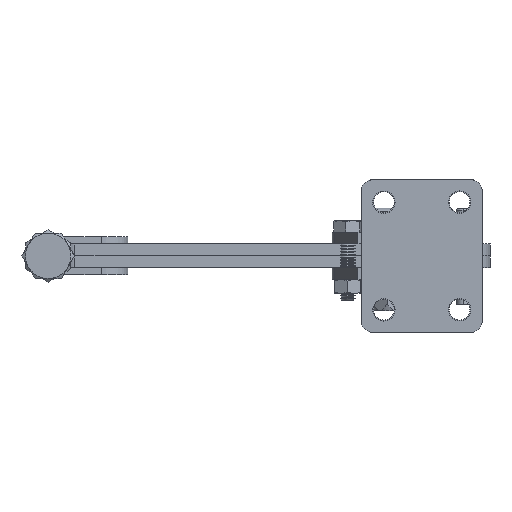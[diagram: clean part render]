
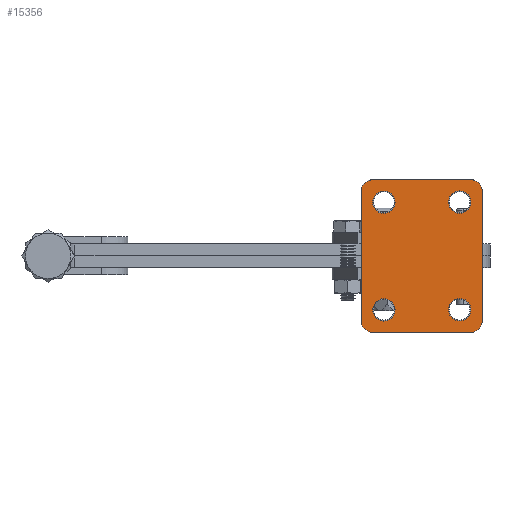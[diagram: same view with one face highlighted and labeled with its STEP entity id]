
A CAD part, front view. The second image highlights one B-rep face of the part: STEP entity #15356.
In plain terms, the highlighted planar face has unit normal (0, -1, 0).
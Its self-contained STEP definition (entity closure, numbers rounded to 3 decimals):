
#120 = CARTESIAN_POINT ( 'NONE',  ( -21.423, 0., -18.086 ) ) ;
#152 = CARTESIAN_POINT ( 'NONE',  ( 24.377, 0., -13.086 ) ) ;
#163 = CARTESIAN_POINT ( 'NONE',  ( -16.923, 0., 41.314 ) ) ;
#177 = CARTESIAN_POINT ( 'NONE',  ( 14.877, 0., 32.027 ) ) ;
#206 = CARTESIAN_POINT ( 'NONE',  ( -21.423, 0., 46.114 ) ) ;
#220 = CARTESIAN_POINT ( 'NONE',  ( 24.377, 0., 41.114 ) ) ;
#228 = CARTESIAN_POINT ( 'NONE',  ( -26.423, 0., 41.114 ) ) ;
#229 = CARTESIAN_POINT ( 'NONE',  ( 19.377, 0., -18.086 ) ) ;
#1040 = EDGE_CURVE ( 'NONE', #20885, #8568, #27889, .T. ) ;
#1051 = EDGE_CURVE ( 'NONE', #8609, #20841, #27905, .T. ) ;
#1076 = EDGE_CURVE ( 'NONE', #20909, #8568, #16806, .T. ) ;
#1079 = EDGE_CURVE ( 'NONE', #8582, #20734, #16815, .T. ) ;
#1116 = EDGE_CURVE ( 'NONE', #8668, #8545, #16932, .T. ) ;
#1126 = EDGE_CURVE ( 'NONE', #20934, #20821, #16962, .T. ) ;
#1130 = EDGE_CURVE ( 'NONE', #20885, #20940, #16968, .T. ) ;
#1137 = EDGE_CURVE ( 'NONE', #20848, #8610, #16992, .T. ) ;
#1148 = EDGE_CURVE ( 'NONE', #8580, #8542, #17033, .T. ) ;
#1170 = EDGE_CURVE ( 'NONE', #20909, #20821, #17094, .T. ) ;
#1177 = EDGE_CURVE ( 'NONE', #8545, #8668, #17106, .T. ) ;
#1180 = EDGE_CURVE ( 'NONE', #20841, #8609, #17128, .T. ) ;
#1187 = EDGE_CURVE ( 'NONE', #8542, #8580, #17140, .T. ) ;
#1189 = EDGE_CURVE ( 'NONE', #8610, #20848, #17147, .T. ) ;
#1207 = EDGE_CURVE ( 'NONE', #8582, #20940, #17170, .T. ) ;
#1216 = EDGE_CURVE ( 'NONE', #20934, #20734, #17185, .T. ) ;
#8542 = VERTEX_POINT ( 'NONE', #36201 ) ;
#8545 = VERTEX_POINT ( 'NONE', #36204 ) ;
#8568 = VERTEX_POINT ( 'NONE', #36227 ) ;
#8580 = VERTEX_POINT ( 'NONE', #36239 ) ;
#8582 = VERTEX_POINT ( 'NONE', #36241 ) ;
#8609 = VERTEX_POINT ( 'NONE', #36268 ) ;
#8610 = VERTEX_POINT ( 'NONE', #36269 ) ;
#8668 = VERTEX_POINT ( 'NONE', #36327 ) ;
#15356 = ADVANCED_FACE ( 'NONE', ( #43280, #43287, #43283, #43281, #43285 ), #15565, .F. ) ;
#15563 = DIRECTION ( 'NONE',  ( 0., 1., 0. ) ) ;
#15565 = PLANE ( 'NONE',  #19153 ) ;
#15567 = CARTESIAN_POINT ( 'NONE',  ( 0., 0., 0. ) ) ;
#15569 = DIRECTION ( 'NONE',  ( 0., 0., 1. ) ) ;
#16806 = CIRCLE ( 'NONE', #41114, 5. ) ;
#16815 = CIRCLE ( 'NONE', #41115, 5. ) ;
#16932 = CIRCLE ( 'NONE', #41121, 4.7 ) ;
#16962 = CIRCLE ( 'NONE', #41123, 5. ) ;
#16968 = CIRCLE ( 'NONE', #41126, 5. ) ;
#16992 = CIRCLE ( 'NONE', #41127, 4.7 ) ;
#17033 = CIRCLE ( 'NONE', #41129, 4.7 ) ;
#17094 = LINE ( 'NONE', #23591, #17100 ) ;
#17100 = VECTOR ( 'NONE', #23914, 1000. ) ;
#17106 = CIRCLE ( 'NONE', #41136, 4.7 ) ;
#17128 = CIRCLE ( 'NONE', #41137, 4.7 ) ;
#17140 = CIRCLE ( 'NONE', #41139, 4.7 ) ;
#17147 = CIRCLE ( 'NONE', #41141, 4.7 ) ;
#17170 = LINE ( 'NONE', #23720, #17175 ) ;
#17175 = VECTOR ( 'NONE', #23761, 1000. ) ;
#17185 = LINE ( 'NONE', #23419, #17188 ) ;
#17188 = VECTOR ( 'NONE', #23495, 1000. ) ;
#18827 = DIRECTION ( 'NONE',  ( 0., 0., -1. ) ) ;
#18828 = DIRECTION ( 'NONE',  ( 0., -1., 0. ) ) ;
#18830 = CARTESIAN_POINT ( 'NONE',  ( -16.923, 0., 36.614 ) ) ;
#18879 = CARTESIAN_POINT ( 'NONE',  ( -26.423, 0., 46.114 ) ) ;
#18882 = DIRECTION ( 'NONE',  ( 1., 0., 0. ) ) ;
#19153 = AXIS2_PLACEMENT_3D ( 'NONE', #15567, #15563, #15569 ) ;
#20734 = VERTEX_POINT ( 'NONE', #120 ) ;
#20821 = VERTEX_POINT ( 'NONE', #152 ) ;
#20841 = VERTEX_POINT ( 'NONE', #163 ) ;
#20848 = VERTEX_POINT ( 'NONE', #177 ) ;
#20885 = VERTEX_POINT ( 'NONE', #206 ) ;
#20909 = VERTEX_POINT ( 'NONE', #220 ) ;
#20934 = VERTEX_POINT ( 'NONE', #229 ) ;
#20940 = VERTEX_POINT ( 'NONE', #228 ) ;
#23285 = CARTESIAN_POINT ( 'NONE',  ( -21.423, 0., 41.114 ) ) ;
#23289 = DIRECTION ( 'NONE',  ( 0., -1., 0. ) ) ;
#23302 = DIRECTION ( 'NONE',  ( 0., 0., 1. ) ) ;
#23346 = CARTESIAN_POINT ( 'NONE',  ( 14.877, 0., 36.727 ) ) ;
#23392 = DIRECTION ( 'NONE',  ( 0., -1., 0. ) ) ;
#23419 = CARTESIAN_POINT ( 'NONE',  ( -26.423, 0., -18.086 ) ) ;
#23461 = DIRECTION ( 'NONE',  ( 0., 0., 1. ) ) ;
#23495 = DIRECTION ( 'NONE',  ( -1., 0., 0. ) ) ;
#23506 = CARTESIAN_POINT ( 'NONE',  ( 19.377, 0., -13.086 ) ) ;
#23562 = CARTESIAN_POINT ( 'NONE',  ( 14.877, 0., 36.727 ) ) ;
#23591 = CARTESIAN_POINT ( 'NONE',  ( 24.377, 0., -18.086 ) ) ;
#23604 = DIRECTION ( 'NONE',  ( 0., -1., 0. ) ) ;
#23618 = DIRECTION ( 'NONE',  ( 0., -1., 0. ) ) ;
#23668 = DIRECTION ( 'NONE',  ( 0., -1., 0. ) ) ;
#23689 = CARTESIAN_POINT ( 'NONE',  ( 14.877, 0., -8.473 ) ) ;
#23720 = CARTESIAN_POINT ( 'NONE',  ( -26.423, 0., -18.086 ) ) ;
#23750 = DIRECTION ( 'NONE',  ( 0., 0., -1. ) ) ;
#23761 = DIRECTION ( 'NONE',  ( 0., 0., 1. ) ) ;
#23773 = DIRECTION ( 'NONE',  ( 0., 0., -1. ) ) ;
#23778 = DIRECTION ( 'NONE',  ( 0., 0., -1. ) ) ;
#23807 = DIRECTION ( 'NONE',  ( 0., -1., 0. ) ) ;
#23823 = DIRECTION ( 'NONE',  ( 0., -1., 0. ) ) ;
#23914 = DIRECTION ( 'NONE',  ( 0., 0., -1. ) ) ;
#24005 = DIRECTION ( 'NONE',  ( 0., -1., 0. ) ) ;
#24045 = DIRECTION ( 'NONE',  ( 0., 0., -1. ) ) ;
#24063 = DIRECTION ( 'NONE',  ( 0., -1., 0. ) ) ;
#24069 = CARTESIAN_POINT ( 'NONE',  ( 14.877, 0., -8.473 ) ) ;
#24079 = CARTESIAN_POINT ( 'NONE',  ( -16.923, 0., -8.586 ) ) ;
#24109 = CARTESIAN_POINT ( 'NONE',  ( -16.923, 0., -8.586 ) ) ;
#24169 = DIRECTION ( 'NONE',  ( 0., 0., -1. ) ) ;
#24302 = CARTESIAN_POINT ( 'NONE',  ( -16.923, 0., 36.614 ) ) ;
#24331 = DIRECTION ( 'NONE',  ( 0., 0., -1. ) ) ;
#24348 = DIRECTION ( 'NONE',  ( 0., 0., -1. ) ) ;
#27889 = LINE ( 'NONE', #18879, #27892 ) ;
#27892 = VECTOR ( 'NONE', #18882, 1000. ) ;
#27905 = CIRCLE ( 'NONE', #41103, 4.7 ) ;
#31056 = EDGE_LOOP ( 'NONE', ( #40116, #40191 ) ) ;
#31132 = EDGE_LOOP ( 'NONE', ( #40285, #39862 ) ) ;
#31143 = EDGE_LOOP ( 'NONE', ( #39850, #40286 ) ) ;
#31810 = EDGE_LOOP ( 'NONE', ( #39852, #39846 ) ) ;
#32209 = EDGE_LOOP ( 'NONE', ( #40177, #40291, #40287, #40288, #40180, #39948, #39866, #39935 ) ) ;
#33541 = DIRECTION ( 'NONE',  ( 0., 0., 1. ) ) ;
#33542 = DIRECTION ( 'NONE',  ( 0., -1., 0. ) ) ;
#33544 = CARTESIAN_POINT ( 'NONE',  ( 19.377, 0., 41.114 ) ) ;
#35489 = DIRECTION ( 'NONE',  ( 0., -1., 0. ) ) ;
#35490 = CARTESIAN_POINT ( 'NONE',  ( -21.423, 0., -13.086 ) ) ;
#36201 = CARTESIAN_POINT ( 'NONE',  ( -16.923, 0., -3.886 ) ) ;
#36204 = CARTESIAN_POINT ( 'NONE',  ( 14.877, 0., -3.773 ) ) ;
#36227 = CARTESIAN_POINT ( 'NONE',  ( 19.377, 0., 46.114 ) ) ;
#36239 = CARTESIAN_POINT ( 'NONE',  ( -16.923, 0., -13.286 ) ) ;
#36241 = CARTESIAN_POINT ( 'NONE',  ( -26.423, 0., -13.086 ) ) ;
#36268 = CARTESIAN_POINT ( 'NONE',  ( -16.923, 0., 31.914 ) ) ;
#36269 = CARTESIAN_POINT ( 'NONE',  ( 14.877, 0., 41.427 ) ) ;
#36327 = CARTESIAN_POINT ( 'NONE',  ( 14.877, 0., -13.173 ) ) ;
#39543 = DIRECTION ( 'NONE',  ( 0., 0., 1. ) ) ;
#39846 = ORIENTED_EDGE ( 'NONE', *, *, #1187, .F. ) ;
#39850 = ORIENTED_EDGE ( 'NONE', *, *, #1137, .F. ) ;
#39852 = ORIENTED_EDGE ( 'NONE', *, *, #1148, .F. ) ;
#39862 = ORIENTED_EDGE ( 'NONE', *, *, #1177, .F. ) ;
#39866 = ORIENTED_EDGE ( 'NONE', *, *, #1216, .F. ) ;
#39935 = ORIENTED_EDGE ( 'NONE', *, *, #1126, .T. ) ;
#39948 = ORIENTED_EDGE ( 'NONE', *, *, #1079, .T. ) ;
#40116 = ORIENTED_EDGE ( 'NONE', *, *, #1051, .F. ) ;
#40177 = ORIENTED_EDGE ( 'NONE', *, *, #1170, .F. ) ;
#40180 = ORIENTED_EDGE ( 'NONE', *, *, #1207, .F. ) ;
#40191 = ORIENTED_EDGE ( 'NONE', *, *, #1180, .F. ) ;
#40285 = ORIENTED_EDGE ( 'NONE', *, *, #1116, .F. ) ;
#40286 = ORIENTED_EDGE ( 'NONE', *, *, #1189, .F. ) ;
#40287 = ORIENTED_EDGE ( 'NONE', *, *, #1040, .F. ) ;
#40288 = ORIENTED_EDGE ( 'NONE', *, *, #1130, .T. ) ;
#40291 = ORIENTED_EDGE ( 'NONE', *, *, #1076, .T. ) ;
#41103 = AXIS2_PLACEMENT_3D ( 'NONE', #18830, #18828, #18827 ) ;
#41114 = AXIS2_PLACEMENT_3D ( 'NONE', #33544, #33542, #33541 ) ;
#41115 = AXIS2_PLACEMENT_3D ( 'NONE', #35490, #35489, #39543 ) ;
#41121 = AXIS2_PLACEMENT_3D ( 'NONE', #24069, #24005, #24045 ) ;
#41123 = AXIS2_PLACEMENT_3D ( 'NONE', #23506, #23392, #23461 ) ;
#41126 = AXIS2_PLACEMENT_3D ( 'NONE', #23285, #23289, #23302 ) ;
#41127 = AXIS2_PLACEMENT_3D ( 'NONE', #23562, #23823, #23778 ) ;
#41129 = AXIS2_PLACEMENT_3D ( 'NONE', #24079, #23604, #23750 ) ;
#41136 = AXIS2_PLACEMENT_3D ( 'NONE', #23689, #23618, #23773 ) ;
#41137 = AXIS2_PLACEMENT_3D ( 'NONE', #24302, #23668, #24348 ) ;
#41139 = AXIS2_PLACEMENT_3D ( 'NONE', #24109, #24063, #24169 ) ;
#41141 = AXIS2_PLACEMENT_3D ( 'NONE', #23346, #23807, #24331 ) ;
#43280 = FACE_BOUND ( 'NONE', #31056, .T. ) ;
#43281 = FACE_BOUND ( 'NONE', #31810, .T. ) ;
#43283 = FACE_BOUND ( 'NONE', #31132, .T. ) ;
#43285 = FACE_OUTER_BOUND ( 'NONE', #32209, .T. ) ;
#43287 = FACE_BOUND ( 'NONE', #31143, .T. ) ;
